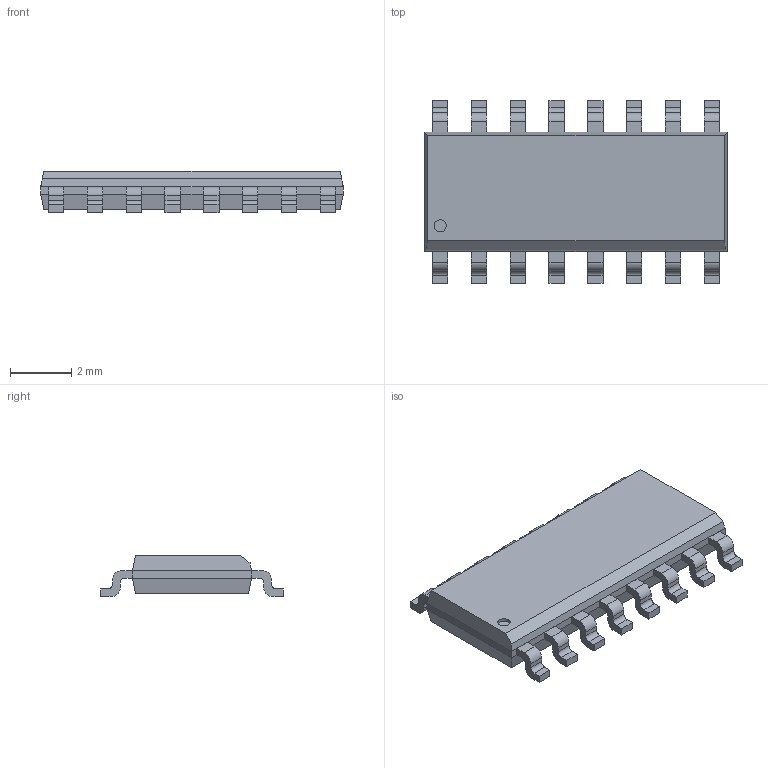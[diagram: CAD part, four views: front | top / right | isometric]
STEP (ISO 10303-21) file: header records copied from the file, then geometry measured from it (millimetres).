
FILE_DESCRIPTION(/* description */ (''),/* implementation_level */ '2;1');
FILE_NAME(/* name */ '5eff95347c244518a3fd45f0',/* time_stamp */ '2020-07-03T20:29:41+00:00',/* author */ (''),/* organization */ (''),/* preprocessor_version */ 'ST-DEVELOPER v16.7',/* originating_system */ $,/* authorisation */ $);
FILE_SCHEMA (('AUTOMOTIVE_DESIGN {1 0 10303 214 3 1 1}'));
Length unit declared in the file: metre
Products named in the file (17): Part 17; Part 16; Part 15; Part 14; Part 13; Part 12; Part 11; Part 10; Part 9; Part 8; Part 7; Part 6; Part 5; Part 4; Part 3; Part 2; Part 1
Bounding box: 9.9 x 5.98 x 1.35 mm (x, y, z)
Volume: 49.6 mm3; surface area: 144.7 mm2
Topology: 17 solids, 17 shells, 241 faces, 610 edges, 404 vertices
Faces by surface type: plane 176, cylinder 65
Full cylindrical faces by diameter (mm): 0.4 x1
Entity records: 7651 total; most frequent: CARTESIAN_POINT 1271, DIRECTION 1255, ORIENTED_EDGE 1218, EDGE_CURVE 609, LINE 479, VECTOR 479, VERTEX_POINT 404, AXIS2_PLACEMENT_3D 388
